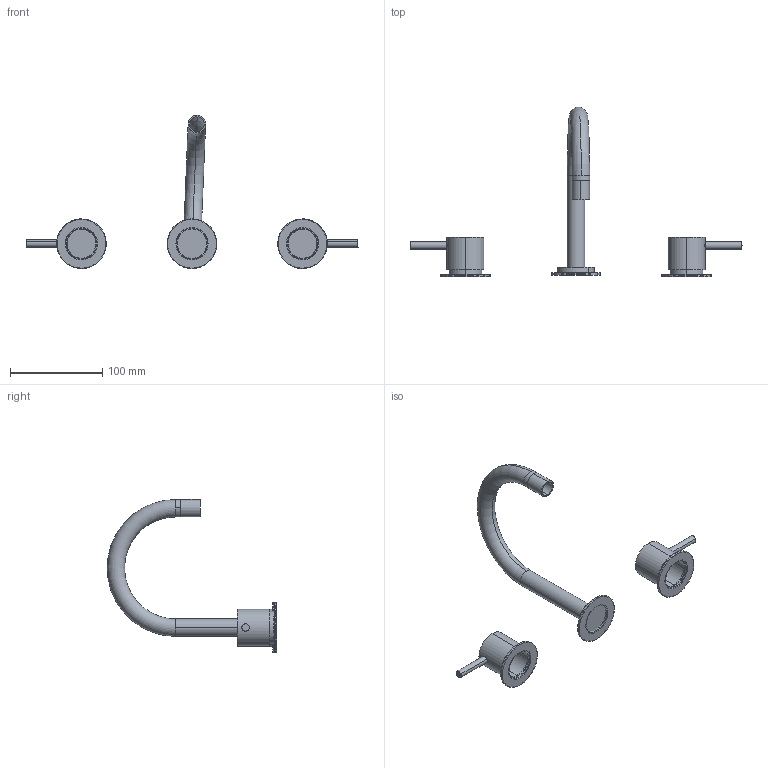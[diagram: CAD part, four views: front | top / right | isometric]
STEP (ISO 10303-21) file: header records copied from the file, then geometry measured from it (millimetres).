
FILE_DESCRIPTION (( 'STEP AP214' ), '1' );
FILE_NAME ('SUSSEX_SCALA_SBS_basin_set_curved_shell.STEP', '2021-05-13T01:23:27', ( '' ), ( '' ), 'SwSTEP 2.0', 'SolidWorks 2020', '' );
FILE_SCHEMA (( 'AUTOMOTIVE_DESIGN' ));
Length unit declared in the file: millimetre
Products named in the file (1): SUSSEX_SCALA_SBS_basin_set_curved_shell
Bounding box: 360.83 x 184.5 x 166.42 mm (x, y, z)
Volume: 66554.7 mm3; surface area: 99097.1 mm2
Topology: 12 solids, 12 shells, 258 faces, 598 edges, 396 vertices
Faces by surface type: plane 95, cylinder 82, bspline 57, cone 20, torus 4
Entity records: 8205 total; most frequent: CARTESIAN_POINT 2354, ORIENTED_EDGE 1196, DIRECTION 1080, EDGE_CURVE 598, AXIS2_PLACEMENT_3D 402, VERTEX_POINT 396, EDGE_LOOP 304, VECTOR 276
